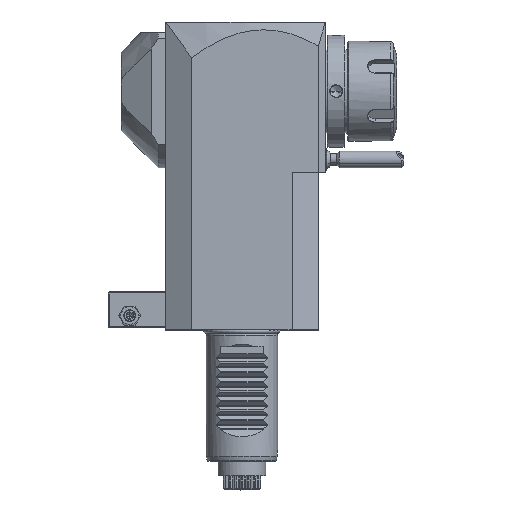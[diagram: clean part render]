
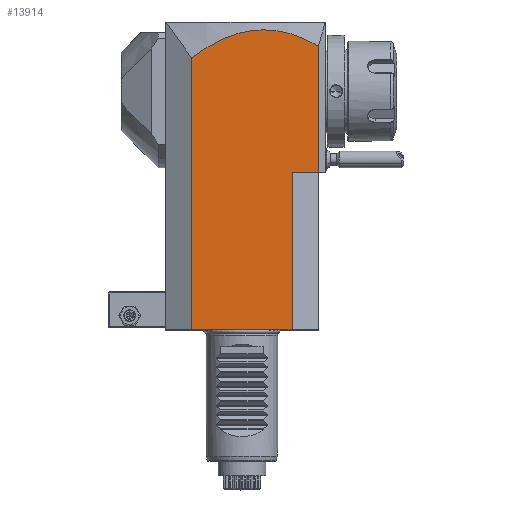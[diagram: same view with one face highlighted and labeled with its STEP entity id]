
A CAD part, top view. The second image highlights one B-rep face of the part: STEP entity #13914.
In plain terms, the highlighted planar face has unit normal (0, 0, 1).
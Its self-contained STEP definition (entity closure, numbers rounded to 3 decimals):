
#29=DIRECTION('',(-1.,0.,0.));
#30=VECTOR('',#29,42.);
#31=CARTESIAN_POINT('',(21.,0.,32.));
#32=LINE('',#31,#30);
#289=DIRECTION('',(0.,1.,0.));
#290=VECTOR('',#289,66.);
#291=CARTESIAN_POINT('',(21.,0.,32.));
#292=LINE('',#291,#290);
#301=DIRECTION('',(1.,0.,0.));
#302=VECTOR('',#301,11.);
#303=CARTESIAN_POINT('',(21.,66.,32.));
#304=LINE('',#303,#302);
#694=CARTESIAN_POINT('',(-21.,113.907,32.));
#695=CARTESIAN_POINT('',(-16.774,117.25,32.));
#696=CARTESIAN_POINT('',(-8.233,122.551,32.));
#697=CARTESIAN_POINT('',(2.677,125.613,32.));
#698=CARTESIAN_POINT('',(11.551,125.816,32.));
#699=CARTESIAN_POINT('',(18.282,124.806,32.));
#700=CARTESIAN_POINT('',(25.093,122.588,32.));
#701=CARTESIAN_POINT('',(29.688,120.266,32.));
#702=CARTESIAN_POINT('',(32.,118.883,32.));
#704=DIRECTION('',(0.,-1.,0.));
#705=VECTOR('',#704,52.883);
#706=CARTESIAN_POINT('',(32.,118.883,32.));
#707=LINE('',#706,#705);
#708=DIRECTION('',(0.,-1.,0.));
#709=VECTOR('',#708,113.907);
#710=CARTESIAN_POINT('',(-21.,113.907,32.));
#711=LINE('',#710,#709);
#12388=VERTEX_POINT('',#694);
#12389=VERTEX_POINT('',#702);
#12390=CARTESIAN_POINT('',(32.,66.,32.));
#12391=VERTEX_POINT('',#12390);
#12453=CARTESIAN_POINT('',(21.,66.,32.));
#12454=VERTEX_POINT('',#12453);
#12832=CARTESIAN_POINT('',(-21.,0.,32.));
#12834=VERTEX_POINT('',#12832);
#12864=CARTESIAN_POINT('',(21.,0.,32.));
#12866=VERTEX_POINT('',#12864);
#13900=CARTESIAN_POINT('',(-35.103,66.,32.));
#13901=DIRECTION('',(0.,0.,1.));
#13902=DIRECTION('',(1.,0.,0.));
#13903=AXIS2_PLACEMENT_3D('',#13900,#13901,#13902);
#13904=PLANE('',#13903);
#13905=ORIENTED_EDGE('',*,*,#13256,.F.);
#13906=ORIENTED_EDGE('',*,*,#13223,.T.);
#13908=ORIENTED_EDGE('',*,*,#13907,.F.);
#13909=ORIENTED_EDGE('',*,*,#13891,.T.);
#13910=ORIENTED_EDGE('',*,*,#13292,.T.);
#13911=ORIENTED_EDGE('',*,*,#13279,.F.);
#13912=EDGE_LOOP('',(#13905,#13906,#13908,#13909,#13910,#13911));
#13913=FACE_OUTER_BOUND('',#13912,.F.);
#703=B_SPLINE_CURVE_WITH_KNOTS('',3,(#694,#695,#696,#697,#698,#699,#700,#701,
#702),.UNSPECIFIED.,.F.,.F.,(4,1,1,1,1,1,4),(0.,0.25,0.5,0.625,0.75,
0.875,1.),.UNSPECIFIED.);
#13223=EDGE_CURVE('',#12866,#12834,#32,.T.);
#13256=EDGE_CURVE('',#12866,#12454,#292,.T.);
#13279=EDGE_CURVE('',#12454,#12391,#304,.T.);
#13292=EDGE_CURVE('',#12389,#12391,#707,.T.);
#13891=EDGE_CURVE('',#12388,#12389,#703,.T.);
#13907=EDGE_CURVE('',#12388,#12834,#711,.T.);
#13914=ADVANCED_FACE('',(#13913),#13904,.T.);
